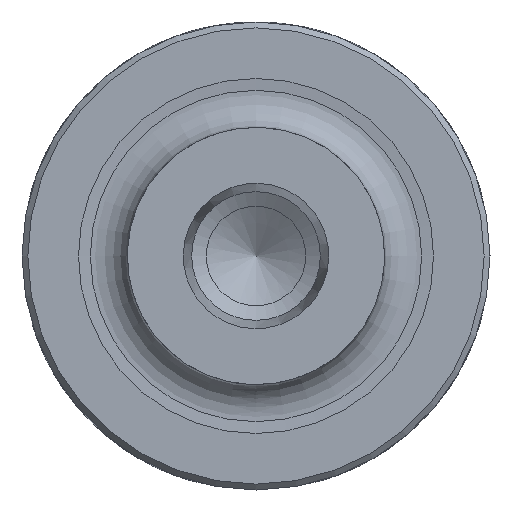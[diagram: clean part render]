
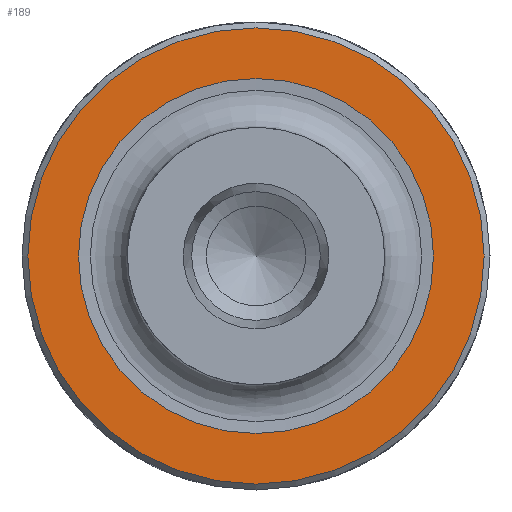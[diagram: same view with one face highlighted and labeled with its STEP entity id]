
A CAD part, left-side view. The second image highlights one B-rep face of the part: STEP entity #189.
In plain terms, the highlighted planar face has unit normal (-1, 0, 0).
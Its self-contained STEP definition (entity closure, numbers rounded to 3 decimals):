
#189=ADVANCED_FACE('',(#285,#286),#233,.F.);
#233=PLANE('',#867);
#285=FACE_BOUND('',#381,.T.);
#286=FACE_BOUND('',#382,.T.);
#381=EDGE_LOOP('',(#551));
#382=EDGE_LOOP('',(#552));
#551=ORIENTED_EDGE('',*,*,#746,.T.);
#552=ORIENTED_EDGE('',*,*,#747,.F.);
#658=VERTEX_POINT('',#1787);
#659=VERTEX_POINT('',#1789);
#746=EDGE_CURVE('',#658,#658,#784,.T.);
#747=EDGE_CURVE('',#659,#659,#785,.T.);
#784=CIRCLE('',#865,19.5);
#785=CIRCLE('',#866,15.174);
#865=AXIS2_PLACEMENT_3D('',#1786,#1035,#1036);
#866=AXIS2_PLACEMENT_3D('',#1788,#1037,#1038);
#867=AXIS2_PLACEMENT_3D('',#1790,#1039,#1040);
#1035=DIRECTION('',(-1.,0.,0.));
#1036=DIRECTION('',(0.,0.,-1.));
#1037=DIRECTION('',(-1.,0.,0.));
#1038=DIRECTION('',(0.,0.,-1.));
#1039=DIRECTION('',(1.,0.,0.));
#1040=DIRECTION('',(0.,0.,-1.));
#1786=CARTESIAN_POINT('',(39.4,0.,0.));
#1787=CARTESIAN_POINT('',(39.4,0.,-19.5));
#1788=CARTESIAN_POINT('',(39.4,0.,0.));
#1789=CARTESIAN_POINT('',(39.4,0.,-15.174));
#1790=CARTESIAN_POINT('',(39.4,15.174,0.));
